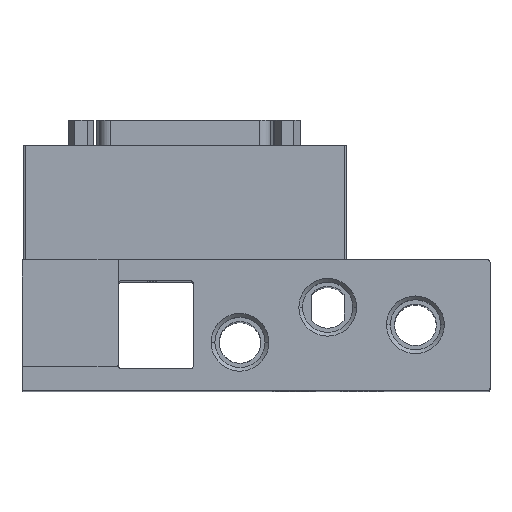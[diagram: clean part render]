
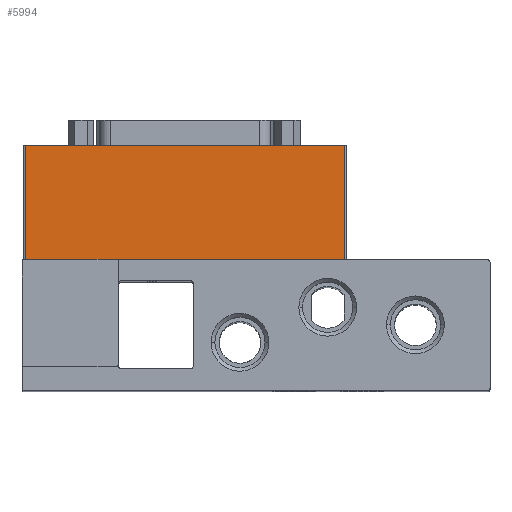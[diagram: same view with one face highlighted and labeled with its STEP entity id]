
A CAD part, top view. The second image highlights one B-rep face of the part: STEP entity #5994.
In plain terms, the highlighted planar face has unit normal (0, 0, 1).
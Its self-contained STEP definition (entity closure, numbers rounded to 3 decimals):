
#138 = VERTEX_POINT ( 'NONE', #5927 ) ;
#342 = LINE ( 'NONE', #10508, #7042 ) ;
#662 = DIRECTION ( 'NONE',  ( 0., 1., 0. ) ) ;
#736 = DIRECTION ( 'NONE',  ( -1., 0., 0. ) ) ;
#1186 = EDGE_CURVE ( 'NONE', #5804, #4117, #342, .T. ) ;
#1308 = EDGE_CURVE ( 'NONE', #138, #5804, #7446, .T. ) ;
#1336 = ORIENTED_EDGE ( 'NONE', *, *, #1308, .F. ) ;
#1665 = VECTOR ( 'NONE', #9457, 1000. ) ;
#2841 = ORIENTED_EDGE ( 'NONE', *, *, #10776, .F. ) ;
#3711 = VECTOR ( 'NONE', #6040, 1000. ) ;
#3803 = FACE_OUTER_BOUND ( 'NONE', #10514, .T. ) ;
#4117 = VERTEX_POINT ( 'NONE', #9323 ) ;
#4952 = CARTESIAN_POINT ( 'NONE',  ( 73.5, 55.8, -8.82 ) ) ;
#5437 = CARTESIAN_POINT ( 'NONE',  ( 73.5, 29.8, -8.82 ) ) ;
#5517 = EDGE_CURVE ( 'NONE', #12276, #138, #11319, .T. ) ;
#5542 = AXIS2_PLACEMENT_3D ( 'NONE', #7752, #5843, #736 ) ;
#5804 = VERTEX_POINT ( 'NONE', #11814 ) ;
#5843 = DIRECTION ( 'NONE',  ( 0., 0., -1. ) ) ;
#5927 = CARTESIAN_POINT ( 'NONE',  ( 0.75, 29.8, -8.82 ) ) ;
#5994 = ADVANCED_FACE ( 'NONE', ( #3803 ), #6622, .F. ) ;
#6040 = DIRECTION ( 'NONE',  ( 0., -1., 0. ) ) ;
#6622 = PLANE ( 'NONE',  #5542 ) ;
#7042 = VECTOR ( 'NONE', #7552, 1000. ) ;
#7446 = LINE ( 'NONE', #11346, #10525 ) ;
#7552 = DIRECTION ( 'NONE',  ( 1., 0., 0. ) ) ;
#7752 = CARTESIAN_POINT ( 'NONE',  ( 0.75, 55.8, -8.82 ) ) ;
#9323 = CARTESIAN_POINT ( 'NONE',  ( 73.5, 55.8, -8.82 ) ) ;
#9457 = DIRECTION ( 'NONE',  ( -1., 0., 0. ) ) ;
#9931 = ORIENTED_EDGE ( 'NONE', *, *, #1186, .F. ) ;
#10508 = CARTESIAN_POINT ( 'NONE',  ( 0.75, 55.8, -8.82 ) ) ;
#10514 = EDGE_LOOP ( 'NONE', ( #2841, #9931, #1336, #11199 ) ) ;
#10525 = VECTOR ( 'NONE', #662, 1000. ) ;
#10776 = EDGE_CURVE ( 'NONE', #4117, #12276, #10968, .T. ) ;
#10968 = LINE ( 'NONE', #4952, #3711 ) ;
#11199 = ORIENTED_EDGE ( 'NONE', *, *, #5517, .F. ) ;
#11319 = LINE ( 'NONE', #12219, #1665 ) ;
#11346 = CARTESIAN_POINT ( 'NONE',  ( 0.75, 55.8, -8.82 ) ) ;
#11814 = CARTESIAN_POINT ( 'NONE',  ( 0.75, 55.8, -8.82 ) ) ;
#12219 = CARTESIAN_POINT ( 'NONE',  ( 106.2, 29.8, -8.82 ) ) ;
#12276 = VERTEX_POINT ( 'NONE', #5437 ) ;
